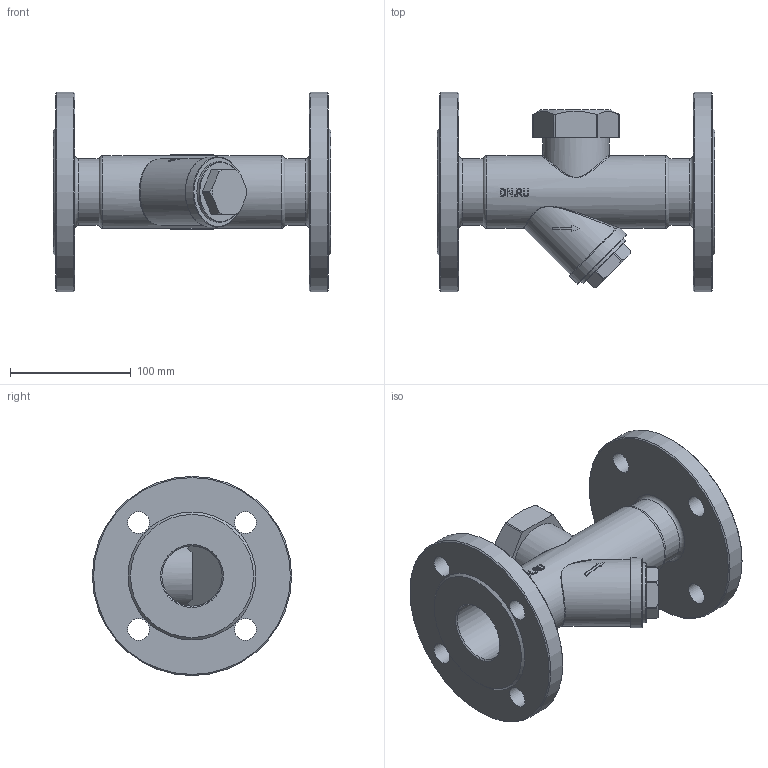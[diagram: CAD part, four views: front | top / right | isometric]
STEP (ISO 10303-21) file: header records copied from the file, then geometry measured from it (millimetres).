
FILE_DESCRIPTION(/* description */ (''),/* implementation_level */ '2;1');
FILE_NAME(/* name */ 'DN50_3D_STEP.stp',/* time_stamp */ '2024-03-04T01:43:03+03:00',/* author */ ('igorr'),/* organization */ (''),/* preprocessor_version */ 'ST-DEVELOPER v19.2',/* originating_system */ 'Autodesk Inventor 2023',/* authorisation */ '');
FILE_SCHEMA (('AUTOMOTIVE_DESIGN { 1 0 10303 214 3 1 1 }'));
Length unit declared in the file: millimetre
Products named in the file (1): Деталь
Bounding box: 230 x 165 x 165 mm (x, y, z)
Volume: 1092010.7 mm3; surface area: 186806.5 mm2
Topology: 1 solids, 1 shells, 159 faces, 417 edges, 276 vertices
Faces by surface type: plane 71, cylinder 41, bspline 25, cone 15, torus 7
Full cylindrical faces by diameter (mm): 18 x8, 50 x2, 55 x3, 58 x1, 60 x1, 165 x2
Entity records: 6717 total; most frequent: CARTESIAN_POINT 2662, ORIENTED_EDGE 834, DIRECTION 741, EDGE_CURVE 417, AXIS2_PLACEMENT_3D 283, VERTEX_POINT 276, EDGE_LOOP 195, LINE 175
